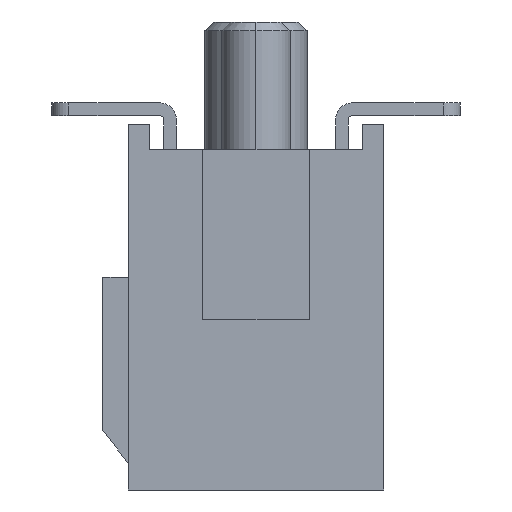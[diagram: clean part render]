
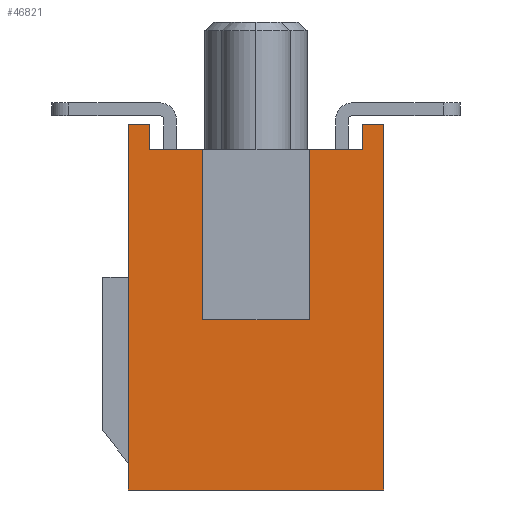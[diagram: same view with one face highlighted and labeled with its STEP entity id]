
A CAD part, left-side view. The second image highlights one B-rep face of the part: STEP entity #46821.
In plain terms, the highlighted planar face has unit normal (-1, 0, 0).
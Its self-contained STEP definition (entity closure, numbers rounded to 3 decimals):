
#327 = CARTESIAN_POINT ( 'NONE',  ( -0.225, 1.5, 0. ) ) ;
#1003 = DIRECTION ( 'NONE',  ( 0., 1., 0. ) ) ;
#1538 = DIRECTION ( 'NONE',  ( 0., 0., -1. ) ) ;
#4891 = VECTOR ( 'NONE', #82807, 1000. ) ;
#5085 = CARTESIAN_POINT ( 'NONE',  ( -0.225, -0.625, 2. ) ) ;
#5670 = CARTESIAN_POINT ( 'NONE',  ( -0.225, 0.625, 2. ) ) ;
#7441 = DIRECTION ( 'NONE',  ( 1., 0., 0. ) ) ;
#7466 = VECTOR ( 'NONE', #12291, 1000. ) ;
#7541 = VERTEX_POINT ( 'NONE', #51460 ) ;
#8044 = DIRECTION ( 'NONE',  ( 0., -1., 0. ) ) ;
#8170 = VERTEX_POINT ( 'NONE', #92182 ) ;
#8418 = LINE ( 'NONE', #23167, #4891 ) ;
#9380 = PLANE ( 'NONE',  #38672 ) ;
#9795 = ORIENTED_EDGE ( 'NONE', *, *, #86371, .F. ) ;
#9931 = LINE ( 'NONE', #39962, #69837 ) ;
#12291 = DIRECTION ( 'NONE',  ( 0., -1., 0. ) ) ;
#12404 = ORIENTED_EDGE ( 'NONE', *, *, #79145, .F. ) ;
#16192 = VERTEX_POINT ( 'NONE', #5670 ) ;
#16505 = CARTESIAN_POINT ( 'NONE',  ( -0.225, 0., 4.3 ) ) ;
#16745 = FACE_OUTER_BOUND ( 'NONE', #89767, .T. ) ;
#16806 = VECTOR ( 'NONE', #46162, 1000. ) ;
#17112 = VECTOR ( 'NONE', #29001, 1000. ) ;
#17594 = CARTESIAN_POINT ( 'NONE',  ( -0.225, -1.25, 4. ) ) ;
#18444 = EDGE_CURVE ( 'NONE', #60443, #91754, #9931, .T. ) ;
#18766 = DIRECTION ( 'NONE',  ( 0., 0., -1. ) ) ;
#20375 = VECTOR ( 'NONE', #35101, 1000. ) ;
#21176 = CARTESIAN_POINT ( 'NONE',  ( -0.225, 1.5, 4.3 ) ) ;
#21265 = EDGE_CURVE ( 'NONE', #51828, #8170, #23552, .T. ) ;
#22119 = DIRECTION ( 'NONE',  ( 0., 0., 1. ) ) ;
#23167 = CARTESIAN_POINT ( 'NONE',  ( -0.225, 1.5, 4.3 ) ) ;
#23441 = ORIENTED_EDGE ( 'NONE', *, *, #52991, .F. ) ;
#23552 = LINE ( 'NONE', #90579, #26249 ) ;
#24046 = EDGE_CURVE ( 'NONE', #7541, #16192, #32263, .T. ) ;
#24467 = CARTESIAN_POINT ( 'NONE',  ( -0.225, -1.25, 4. ) ) ;
#25653 = ORIENTED_EDGE ( 'NONE', *, *, #49569, .F. ) ;
#26249 = VECTOR ( 'NONE', #22119, 1000. ) ;
#27082 = VECTOR ( 'NONE', #1538, 1000. ) ;
#27207 = ORIENTED_EDGE ( 'NONE', *, *, #21265, .F. ) ;
#28204 = LINE ( 'NONE', #5085, #20375 ) ;
#29001 = DIRECTION ( 'NONE',  ( 0., 1., 0. ) ) ;
#30138 = VERTEX_POINT ( 'NONE', #83195 ) ;
#31399 = LINE ( 'NONE', #24467, #16806 ) ;
#32263 = LINE ( 'NONE', #96509, #17112 ) ;
#35101 = DIRECTION ( 'NONE',  ( 0., 0., 1. ) ) ;
#35309 = EDGE_CURVE ( 'NONE', #16192, #38152, #64261, .T. ) ;
#35655 = CARTESIAN_POINT ( 'NONE',  ( -0.225, -0.625, 4. ) ) ;
#37119 = VERTEX_POINT ( 'NONE', #327 ) ;
#37874 = ORIENTED_EDGE ( 'NONE', *, *, #35309, .T. ) ;
#38152 = VERTEX_POINT ( 'NONE', #79711 ) ;
#38672 = AXIS2_PLACEMENT_3D ( 'NONE', #45814, #7441, #1003 ) ;
#38787 = CARTESIAN_POINT ( 'NONE',  ( -0.225, 1.25, 4.3 ) ) ;
#39138 = ORIENTED_EDGE ( 'NONE', *, *, #18444, .F. ) ;
#39540 = ORIENTED_EDGE ( 'NONE', *, *, #24046, .T. ) ;
#39962 = CARTESIAN_POINT ( 'NONE',  ( -0.225, -1.5, 4.3 ) ) ;
#40844 = EDGE_CURVE ( 'NONE', #37119, #91754, #95040, .T. ) ;
#43274 = CARTESIAN_POINT ( 'NONE',  ( -0.225, 12.477, 0. ) ) ;
#45814 = CARTESIAN_POINT ( 'NONE',  ( -0.225, 12.477, 42. ) ) ;
#46162 = DIRECTION ( 'NONE',  ( 0., -1., 0. ) ) ;
#46821 = ADVANCED_FACE ( 'NONE', ( #16745 ), #9380, .F. ) ;
#47921 = VERTEX_POINT ( 'NONE', #38787 ) ;
#48714 = DIRECTION ( 'NONE',  ( 0., -1., 0. ) ) ;
#49569 = EDGE_CURVE ( 'NONE', #8170, #60443, #54932, .T. ) ;
#51460 = CARTESIAN_POINT ( 'NONE',  ( -0.225, -0.625, 2. ) ) ;
#51828 = VERTEX_POINT ( 'NONE', #17594 ) ;
#52991 = EDGE_CURVE ( 'NONE', #37119, #76780, #8418, .T. ) ;
#53812 = CARTESIAN_POINT ( 'NONE',  ( -0.225, -1.25, 4. ) ) ;
#54177 = EDGE_CURVE ( 'NONE', #47921, #30138, #97121, .T. ) ;
#54932 = LINE ( 'NONE', #16505, #72163 ) ;
#55403 = DIRECTION ( 'NONE',  ( 0., 0., 1. ) ) ;
#55406 = DIRECTION ( 'NONE',  ( 0., -1., 0. ) ) ;
#56130 = CARTESIAN_POINT ( 'NONE',  ( -0.225, -1.5, 4.3 ) ) ;
#58609 = VECTOR ( 'NONE', #55403, 1000. ) ;
#59773 = EDGE_CURVE ( 'NONE', #30138, #38152, #89838, .T. ) ;
#60443 = VERTEX_POINT ( 'NONE', #56130 ) ;
#61718 = VECTOR ( 'NONE', #48714, 1000. ) ;
#64058 = EDGE_CURVE ( 'NONE', #7541, #95416, #28204, .T. ) ;
#64261 = LINE ( 'NONE', #72141, #58609 ) ;
#67218 = ORIENTED_EDGE ( 'NONE', *, *, #64058, .F. ) ;
#69837 = VECTOR ( 'NONE', #18766, 1000. ) ;
#72141 = CARTESIAN_POINT ( 'NONE',  ( -0.225, 0.625, 2. ) ) ;
#72163 = VECTOR ( 'NONE', #55406, 1000. ) ;
#73346 = VECTOR ( 'NONE', #8044, 1000. ) ;
#75899 = CARTESIAN_POINT ( 'NONE',  ( -0.225, 1.25, 4.3 ) ) ;
#76780 = VERTEX_POINT ( 'NONE', #21176 ) ;
#78359 = ORIENTED_EDGE ( 'NONE', *, *, #54177, .F. ) ;
#79145 = EDGE_CURVE ( 'NONE', #95416, #51828, #31399, .T. ) ;
#79711 = CARTESIAN_POINT ( 'NONE',  ( -0.225, 0.625, 4. ) ) ;
#80831 = ORIENTED_EDGE ( 'NONE', *, *, #40844, .T. ) ;
#82807 = DIRECTION ( 'NONE',  ( 0., 0., 1. ) ) ;
#83195 = CARTESIAN_POINT ( 'NONE',  ( -0.225, 1.25, 4. ) ) ;
#86168 = CARTESIAN_POINT ( 'NONE',  ( -0.225, 0., 4.3 ) ) ;
#86371 = EDGE_CURVE ( 'NONE', #76780, #47921, #94545, .T. ) ;
#89767 = EDGE_LOOP ( 'NONE', ( #67218, #39540, #37874, #90586, #78359, #9795, #23441, #80831, #39138, #25653, #27207, #12404 ) ) ;
#89838 = LINE ( 'NONE', #53812, #73346 ) ;
#90579 = CARTESIAN_POINT ( 'NONE',  ( -0.225, -1.25, 4.3 ) ) ;
#90586 = ORIENTED_EDGE ( 'NONE', *, *, #59773, .F. ) ;
#91754 = VERTEX_POINT ( 'NONE', #95256 ) ;
#92182 = CARTESIAN_POINT ( 'NONE',  ( -0.225, -1.25, 4.3 ) ) ;
#94545 = LINE ( 'NONE', #86168, #61718 ) ;
#95040 = LINE ( 'NONE', #43274, #7466 ) ;
#95256 = CARTESIAN_POINT ( 'NONE',  ( -0.225, -1.5, 0. ) ) ;
#95416 = VERTEX_POINT ( 'NONE', #35655 ) ;
#96509 = CARTESIAN_POINT ( 'NONE',  ( -0.225, 0.625, 2. ) ) ;
#97121 = LINE ( 'NONE', #75899, #27082 ) ;
